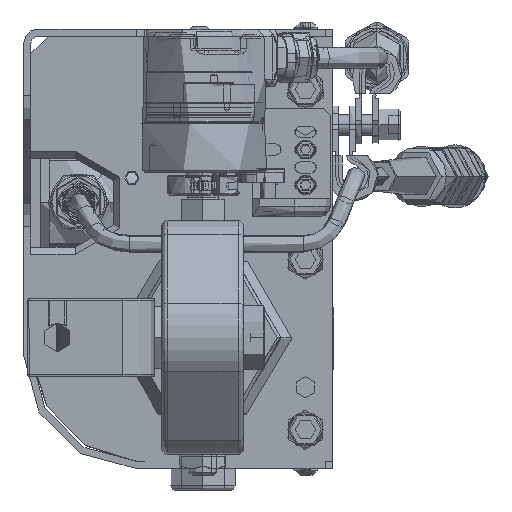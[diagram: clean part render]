
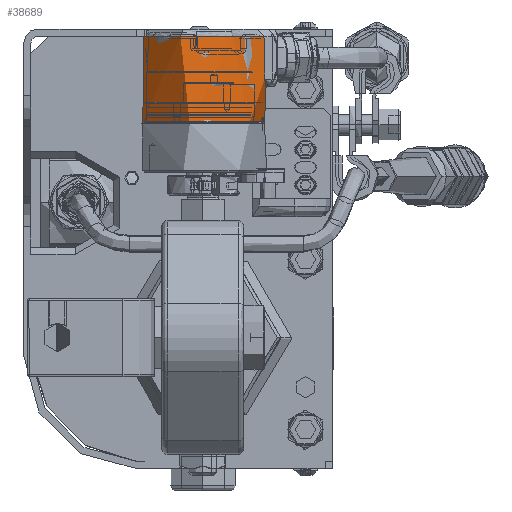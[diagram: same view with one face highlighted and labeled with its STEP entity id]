
A CAD part, left-side view. The second image highlights one B-rep face of the part: STEP entity #38689.
In plain terms, the highlighted conical face has half-angle 0.75 degrees and reference radius 17.839 mm.
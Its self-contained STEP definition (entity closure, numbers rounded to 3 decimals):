
#5506=CARTESIAN_POINT('',(-197.812,-17.262,
84.92));
#5507=CARTESIAN_POINT('',(-197.793,-17.284,
83.583));
#5508=CARTESIAN_POINT('',(-197.691,-17.406,
80.888));
#5509=CARTESIAN_POINT('',(-197.768,-17.314,
76.898));
#5510=CARTESIAN_POINT('',(-197.666,-17.437,
74.233));
#5511=CARTESIAN_POINT('',(-197.647,-17.458,72.9));
#5513=CARTESIAN_POINT('',(-194.,0.,60.3));
#5514=DIRECTION('',(0.,0.,1.));
#5515=DIRECTION('',(-0.342,0.94,0.));
#5516=AXIS2_PLACEMENT_3D('',#5513,#5514,#5515);
#5592=CARTESIAN_POINT('',(-189.42,-17.408,
60.3));
#5593=CARTESIAN_POINT('',(-189.269,-17.366,
60.457));
#5594=CARTESIAN_POINT('',(-189.118,-17.322,
60.614));
#5595=CARTESIAN_POINT('',(-188.967,-17.276,
60.771));
#5602=CARTESIAN_POINT('',(-188.967,-17.276,
60.771));
#5603=CARTESIAN_POINT('',(-188.952,-17.271,
60.787));
#5604=CARTESIAN_POINT('',(-188.924,-17.262,
60.824));
#5605=CARTESIAN_POINT('',(-188.896,-17.253,
60.888));
#5606=CARTESIAN_POINT('',(-188.887,-17.25,
60.934));
#5607=CARTESIAN_POINT('',(-188.885,-17.249,
60.957));
#5617=CARTESIAN_POINT('',(-188.885,-17.249,
60.957));
#5618=CARTESIAN_POINT('',(-188.871,-17.242,
61.135));
#5619=CARTESIAN_POINT('',(-188.856,-17.236,
61.313));
#5620=CARTESIAN_POINT('',(-188.842,-17.229,
61.492));
#5635=CARTESIAN_POINT('',(-188.842,-17.229,
61.492));
#5636=CARTESIAN_POINT('',(-188.829,-17.222,
61.664));
#5637=CARTESIAN_POINT('',(-188.718,-17.185,
62.001));
#5638=CARTESIAN_POINT('',(-188.342,-17.062,
62.363));
#5639=CARTESIAN_POINT('',(-188.016,-16.947,
62.45));
#5640=CARTESIAN_POINT('',(-187.853,-16.888,62.45));
#5667=DIRECTION('',(-0.004,0.012,1.));
#5668=VECTOR('',#5667,8.451);
#5669=CARTESIAN_POINT('',(-187.853,-16.888,62.45));
#5670=LINE('',#5669,#5668);
#5671=DIRECTION('',(-0.004,0.012,-1.));
#5672=VECTOR('',#5671,24.628);
#5673=CARTESIAN_POINT('',(-200.046,16.612,84.926));
#5674=LINE('',#5673,#5672);
#5902=CARTESIAN_POINT('',(-194.,0.,70.9));
#5903=DIRECTION('',(0.,0.,-1.));
#5904=DIRECTION('',(0.342,-0.94,0.));
#5905=AXIS2_PLACEMENT_3D('',#5902,#5903,#5904);
#6063=CARTESIAN_POINT('',(-194.,0.,84.926));
#6064=DIRECTION('',(0.,0.,-1.));
#6065=DIRECTION('',(-0.216,-0.976,0.));
#6066=AXIS2_PLACEMENT_3D('',#6063,#6064,#6065);
#6142=CARTESIAN_POINT('',(-194.71,-17.847,
70.9));
#6143=CARTESIAN_POINT('',(-194.976,-17.837,
70.9));
#6144=CARTESIAN_POINT('',(-195.482,-17.804,
70.958));
#6145=CARTESIAN_POINT('',(-196.133,-17.733,
71.156));
#6146=CARTESIAN_POINT('',(-196.677,-17.655,
71.433));
#6147=CARTESIAN_POINT('',(-197.107,-17.579,
71.764));
#6148=CARTESIAN_POINT('',(-197.419,-17.515,
72.13));
#6149=CARTESIAN_POINT('',(-197.608,-17.471,
72.527));
#6150=CARTESIAN_POINT('',(-197.646,-17.46,
72.778));
#6151=CARTESIAN_POINT('',(-197.647,-17.458,72.9));
#25685=CARTESIAN_POINT('',(-200.156,16.914,60.3));
#25686=CARTESIAN_POINT('',(-189.42,-17.408,60.3));
#25687=VERTEX_POINT('',#25685);
#25688=VERTEX_POINT('',#25686);
#25689=VERTEX_POINT('',#5506);
#25690=VERTEX_POINT('',#5511);
#25691=CARTESIAN_POINT('',(-187.853,-16.888,62.45));
#25692=CARTESIAN_POINT('',(-187.891,-16.784,70.9));
#25693=VERTEX_POINT('',#25691);
#25694=VERTEX_POINT('',#25692);
#25695=VERTEX_POINT('',#5617);
#25696=VERTEX_POINT('',#5620);
#25734=VERTEX_POINT('',#5595);
#25747=CARTESIAN_POINT('',(-200.046,16.612,
84.926));
#25748=VERTEX_POINT('',#25747);
#25771=CARTESIAN_POINT('',(-194.71,-17.847,70.9));
#25772=VERTEX_POINT('',#25771);
#38661=CARTESIAN_POINT('',(-194.,0.,72.613));
#38662=DIRECTION('',(0.,0.,-1.));
#38663=DIRECTION('',(-0.342,0.94,0.));
#38664=AXIS2_PLACEMENT_3D('',#38661,#38662,#38663);
#38665=CONICAL_SURFACE('',#38664,17.839,0.75);
#38667=ORIENTED_EDGE('',*,*,#38666,.F.);
#38669=ORIENTED_EDGE('',*,*,#38668,.F.);
#38671=ORIENTED_EDGE('',*,*,#38670,.F.);
#38672=ORIENTED_EDGE('',*,*,#38651,.T.);
#38674=ORIENTED_EDGE('',*,*,#38673,.F.);
#38676=ORIENTED_EDGE('',*,*,#38675,.F.);
#38678=ORIENTED_EDGE('',*,*,#38677,.F.);
#38680=ORIENTED_EDGE('',*,*,#38679,.F.);
#38682=ORIENTED_EDGE('',*,*,#38681,.F.);
#38684=ORIENTED_EDGE('',*,*,#38683,.F.);
#38686=ORIENTED_EDGE('',*,*,#38685,.F.);
#38687=EDGE_LOOP('',(#38667,#38669,#38671,#38672,#38674,#38676,#38678,#38680,
#38682,#38684,#38686));
#38688=FACE_OUTER_BOUND('',#38687,.F.);
#5512=B_SPLINE_CURVE_WITH_KNOTS('',3,(#5506,#5507,#5508,#5509,#5510,#5511),
.UNSPECIFIED.,.F.,.F.,(4,1,1,4),(0.,0.333,0.667,1.),
.UNSPECIFIED.);
#5517=CIRCLE('',#5516,18.);
#5596=B_SPLINE_CURVE_WITH_KNOTS('',3,(#5592,#5593,#5594,#5595),.UNSPECIFIED.,
.F.,.F.,(4,4),(0.,1.),.UNSPECIFIED.);
#5608=B_SPLINE_CURVE_WITH_KNOTS('',3,(#5602,#5603,#5604,#5605,#5606,#5607),
.UNSPECIFIED.,.F.,.F.,(4,1,1,4),(0.,0.333,0.667,1.),
.UNSPECIFIED.);
#5621=B_SPLINE_CURVE_WITH_KNOTS('',3,(#5617,#5618,#5619,#5620),.UNSPECIFIED.,
.F.,.F.,(4,4),(0.,1.),.UNSPECIFIED.);
#5641=B_SPLINE_CURVE_WITH_KNOTS('',3,(#5635,#5636,#5637,#5638,#5639,#5640),
.UNSPECIFIED.,.F.,.F.,(4,1,1,4),(0.,0.333,0.667,1.),
.UNSPECIFIED.);
#5906=CIRCLE('',#5905,17.861);
#6067=CIRCLE('',#6066,17.678);
#6152=B_SPLINE_CURVE_WITH_KNOTS('',3,(#6142,#6143,#6144,#6145,#6146,#6147,#6148,
#6149,#6150,#6151),.UNSPECIFIED.,.F.,.F.,(4,1,1,1,1,1,1,4),(0.,
0.143,0.286,0.429,0.571,
0.714,0.857,1.),.UNSPECIFIED.);
#38651=EDGE_CURVE('',#25689,#25690,#5512,.T.);
#38666=EDGE_CURVE('',#25687,#25688,#5517,.T.);
#38668=EDGE_CURVE('',#25748,#25687,#5674,.T.);
#38670=EDGE_CURVE('',#25689,#25748,#6067,.T.);
#38673=EDGE_CURVE('',#25772,#25690,#6152,.T.);
#38675=EDGE_CURVE('',#25694,#25772,#5906,.T.);
#38677=EDGE_CURVE('',#25693,#25694,#5670,.T.);
#38679=EDGE_CURVE('',#25696,#25693,#5641,.T.);
#38681=EDGE_CURVE('',#25695,#25696,#5621,.T.);
#38683=EDGE_CURVE('',#25734,#25695,#5608,.T.);
#38685=EDGE_CURVE('',#25688,#25734,#5596,.T.);
#38689=ADVANCED_FACE('',(#38688),#38665,.T.);
